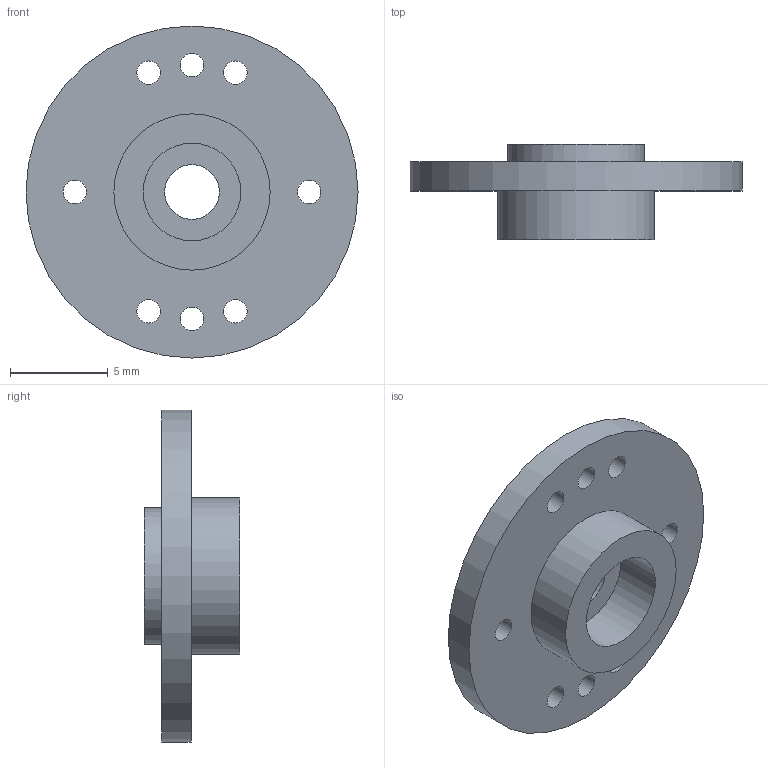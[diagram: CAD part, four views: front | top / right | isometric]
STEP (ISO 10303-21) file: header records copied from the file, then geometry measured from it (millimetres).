
FILE_DESCRIPTION(/* description */ (''),/* implementation_level */ '2;1');
FILE_NAME(/* name */ 'e3029267-c948-4a8e-b714-797659d07f0d.stp',/* time_stamp */ '2017-09-04T07:53:35+00:00',/* author */ (''),/* organization */ (''),/* preprocessor_version */ 'ST-DEVELOPER v16.13',/* originating_system */ 'Autodesk Translation Framework v6.1.1.50',/* authorisation */ '');
FILE_SCHEMA (('AUTOMOTIVE_DESIGN { 1 0 10303 214 3 1 1 }'));
Length unit declared in the file: millimetre
Products named in the file (1): HiTEC_servo_horn v4
Bounding box: 17 x 4.9 x 17 mm (x, y, z)
Volume: 392.4 mm3; surface area: 706 mm2
Topology: 1 solids, 1 shells, 20 faces, 42 edges, 28 vertices
Faces by surface type: cylinder 14, plane 6
Full cylindrical faces by diameter (mm): 1.2 x8, 2.8 x1, 5 x1, 6 x1, 7 x1, 8 x1, 17 x1
Entity records: 542 total; most frequent: DIRECTION 98, CARTESIAN_POINT 77, EDGE_LOOP 56, ORIENTED_EDGE 56, AXIS2_PLACEMENT_3D 49, FACE_BOUND 36, CIRCLE 28, VERTEX_POINT 28
